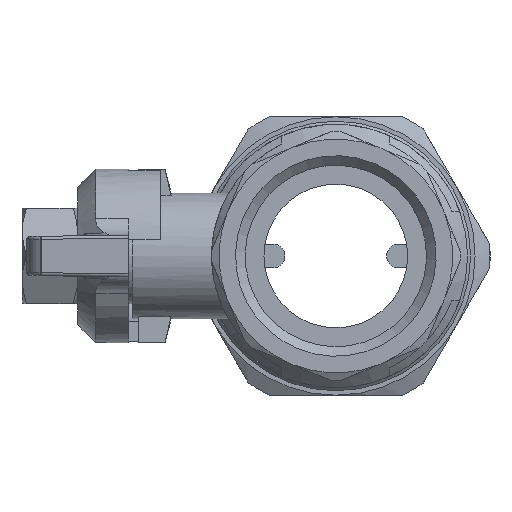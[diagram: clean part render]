
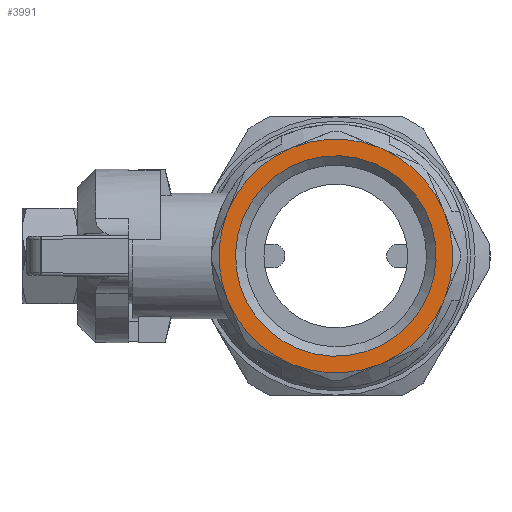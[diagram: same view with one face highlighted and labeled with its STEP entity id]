
A CAD part, left-side view. The second image highlights one B-rep face of the part: STEP entity #3991.
In plain terms, the highlighted face is planar.
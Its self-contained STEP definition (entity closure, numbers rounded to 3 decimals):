
#329=LINE('',#8228,#505);
#334=LINE('',#8405,#510);
#336=LINE('',#8475,#512);
#341=LINE('',#8652,#517);
#346=LINE('',#8788,#522);
#365=LINE('',#9954,#541);
#387=LINE('',#10546,#563);
#388=LINE('',#10550,#564);
#505=VECTOR('',#5121,1000.);
#510=VECTOR('',#5128,1000.);
#512=VECTOR('',#5132,1000.);
#517=VECTOR('',#5139,1000.);
#522=VECTOR('',#5158,1000.);
#541=VECTOR('',#5341,1000.);
#563=VECTOR('',#5453,1000.);
#564=VECTOR('',#5458,1000.);
#694=PLANE('',#4504);
#1477=ORIENTED_EDGE('',*,*,#2149,.T.);
#1478=ORIENTED_EDGE('',*,*,#2296,.F.);
#1479=ORIENTED_EDGE('',*,*,#2246,.T.);
#1480=ORIENTED_EDGE('',*,*,#2297,.F.);
#1481=ORIENTED_EDGE('',*,*,#2298,.T.);
#1482=ORIENTED_EDGE('',*,*,#2299,.F.);
#1483=ORIENTED_EDGE('',*,*,#2126,.T.);
#1484=ORIENTED_EDGE('',*,*,#2300,.F.);
#1485=ORIENTED_EDGE('',*,*,#2136,.T.);
#1486=ORIENTED_EDGE('',*,*,#2293,.F.);
#1487=ORIENTED_EDGE('',*,*,#2301,.T.);
#1488=ORIENTED_EDGE('',*,*,#2302,.F.);
#1489=ORIENTED_EDGE('',*,*,#2121,.T.);
#1490=ORIENTED_EDGE('',*,*,#2295,.F.);
#1491=ORIENTED_EDGE('',*,*,#2111,.T.);
#1492=ORIENTED_EDGE('',*,*,#2303,.F.);
#1493=ORIENTED_EDGE('',*,*,#2304,.F.);
#2111=EDGE_CURVE('',#2626,#2625,#329,.T.);
#2121=EDGE_CURVE('',#2636,#2635,#334,.T.);
#2126=EDGE_CURVE('',#2640,#2639,#336,.T.);
#2136=EDGE_CURVE('',#2650,#2649,#341,.T.);
#2149=EDGE_CURVE('',#2662,#2661,#346,.T.);
#2246=EDGE_CURVE('',#2738,#2737,#365,.T.);
#2293=EDGE_CURVE('',#2764,#2649,#3020,.T.);
#2295=EDGE_CURVE('',#2626,#2635,#3022,.T.);
#2296=EDGE_CURVE('',#2738,#2661,#3023,.T.);
#2297=EDGE_CURVE('',#2765,#2737,#3024,.T.);
#2298=EDGE_CURVE('',#2765,#2766,#387,.T.);
#2299=EDGE_CURVE('',#2640,#2766,#3025,.T.);
#2300=EDGE_CURVE('',#2650,#2639,#3026,.T.);
#2301=EDGE_CURVE('',#2764,#2767,#388,.T.);
#2302=EDGE_CURVE('',#2636,#2767,#3027,.T.);
#2303=EDGE_CURVE('',#2662,#2625,#3028,.T.);
#2304=EDGE_CURVE('',#2768,#2768,#3029,.T.);
#2625=VERTEX_POINT('',#8227);
#2626=VERTEX_POINT('',#8229);
#2635=VERTEX_POINT('',#8404);
#2636=VERTEX_POINT('',#8406);
#2639=VERTEX_POINT('',#8474);
#2640=VERTEX_POINT('',#8476);
#2649=VERTEX_POINT('',#8651);
#2650=VERTEX_POINT('',#8653);
#2661=VERTEX_POINT('',#8787);
#2662=VERTEX_POINT('',#8789);
#2737=VERTEX_POINT('',#9953);
#2738=VERTEX_POINT('',#9955);
#2764=VERTEX_POINT('',#10537);
#2765=VERTEX_POINT('',#10545);
#2766=VERTEX_POINT('',#10547);
#2767=VERTEX_POINT('',#10551);
#2768=VERTEX_POINT('',#10555);
#3020=CIRCLE('',#4500,19.507);
#3022=CIRCLE('',#4503,19.507);
#3023=CIRCLE('',#4505,19.507);
#3024=CIRCLE('',#4506,19.507);
#3025=CIRCLE('',#4507,19.507);
#3026=CIRCLE('',#4508,19.507);
#3027=CIRCLE('',#4509,19.507);
#3028=CIRCLE('',#4510,19.507);
#3029=CIRCLE('',#4511,16.746);
#3333=EDGE_LOOP('',(#1477,#1478,#1479,#1480,#1481,#1482,#1483,#1484,#1485,
#1486,#1487,#1488,#1489,#1490,#1491,#1492));
#3334=EDGE_LOOP('',(#1493));
#3667=FACE_BOUND('',#3333,.T.);
#3668=FACE_BOUND('',#3334,.T.);
#3991=ADVANCED_FACE('',(#3667,#3668),#694,.F.);
#4500=AXIS2_PLACEMENT_3D('',#10538,#5439,#5440);
#4503=AXIS2_PLACEMENT_3D('',#10541,#5445,#5446);
#4504=AXIS2_PLACEMENT_3D('',#10542,#5447,#5448);
#4505=AXIS2_PLACEMENT_3D('',#10543,#5449,#5450);
#4506=AXIS2_PLACEMENT_3D('',#10544,#5451,#5452);
#4507=AXIS2_PLACEMENT_3D('',#10548,#5454,#5455);
#4508=AXIS2_PLACEMENT_3D('',#10549,#5456,#5457);
#4509=AXIS2_PLACEMENT_3D('',#10552,#5459,#5460);
#4510=AXIS2_PLACEMENT_3D('',#10553,#5461,#5462);
#4511=AXIS2_PLACEMENT_3D('',#10554,#5463,#5464);
#5121=DIRECTION('',(-1.,0.,0.));
#5128=DIRECTION('',(-0.707,-0.707,0.));
#5132=DIRECTION('',(1.,0.,0.));
#5139=DIRECTION('',(0.707,-0.707,0.));
#5158=DIRECTION('',(-0.707,0.707,0.));
#5341=DIRECTION('',(0.,1.,0.));
#5439=DIRECTION('',(0.,0.,1.));
#5440=DIRECTION('',(1.,0.,0.));
#5445=DIRECTION('',(0.,0.,1.));
#5446=DIRECTION('',(1.,0.,0.));
#5447=DIRECTION('',(0.,0.,1.));
#5448=DIRECTION('',(1.,0.,0.));
#5449=DIRECTION('',(0.,0.,1.));
#5450=DIRECTION('',(1.,0.,0.));
#5451=DIRECTION('',(0.,0.,1.));
#5452=DIRECTION('',(1.,0.,0.));
#5453=DIRECTION('',(0.707,0.707,0.));
#5454=DIRECTION('',(0.,0.,1.));
#5455=DIRECTION('',(1.,0.,0.));
#5456=DIRECTION('',(0.,0.,1.));
#5457=DIRECTION('',(1.,0.,0.));
#5458=DIRECTION('',(0.,-1.,0.));
#5459=DIRECTION('',(0.,0.,1.));
#5460=DIRECTION('',(1.,0.,0.));
#5461=DIRECTION('',(0.,0.,1.));
#5462=DIRECTION('',(1.,0.,0.));
#5463=DIRECTION('',(0.,0.,-1.));
#5464=DIRECTION('',(-1.,0.,0.));
#8227=CARTESIAN_POINT('',(-0.509,-19.5,0.));
#8228=CARTESIAN_POINT('',(0.,-19.5,0.));
#8229=CARTESIAN_POINT('',(0.509,-19.5,0.));
#8404=CARTESIAN_POINT('',(13.429,-14.149,0.));
#8405=CARTESIAN_POINT('',(27.577,0.,0.));
#8406=CARTESIAN_POINT('',(14.149,-13.429,0.));
#8474=CARTESIAN_POINT('',(0.509,19.5,0.));
#8475=CARTESIAN_POINT('',(0.,19.5,0.));
#8476=CARTESIAN_POINT('',(-0.509,19.5,0.));
#8651=CARTESIAN_POINT('',(14.149,13.429,0.));
#8652=CARTESIAN_POINT('',(0.,27.577,0.));
#8653=CARTESIAN_POINT('',(13.429,14.149,0.));
#8787=CARTESIAN_POINT('',(-14.149,-13.429,0.));
#8788=CARTESIAN_POINT('',(-27.577,0.,0.));
#8789=CARTESIAN_POINT('',(-13.429,-14.149,0.));
#9953=CARTESIAN_POINT('',(-19.5,0.509,0.));
#9954=CARTESIAN_POINT('',(-19.5,0.,0.));
#9955=CARTESIAN_POINT('',(-19.5,-0.509,0.));
#10537=CARTESIAN_POINT('',(19.5,0.509,0.));
#10538=CARTESIAN_POINT('',(0.,0.,0.));
#10541=CARTESIAN_POINT('',(0.,0.,0.));
#10542=CARTESIAN_POINT('',(0.,0.,0.));
#10543=CARTESIAN_POINT('',(0.,0.,0.));
#10544=CARTESIAN_POINT('',(0.,0.,0.));
#10545=CARTESIAN_POINT('',(-14.149,13.429,0.));
#10546=CARTESIAN_POINT('',(-27.577,0.,0.));
#10547=CARTESIAN_POINT('',(-13.429,14.149,0.));
#10548=CARTESIAN_POINT('',(0.,0.,0.));
#10549=CARTESIAN_POINT('',(0.,0.,0.));
#10550=CARTESIAN_POINT('',(19.5,0.,0.));
#10551=CARTESIAN_POINT('',(19.5,-0.509,0.));
#10552=CARTESIAN_POINT('',(0.,0.,0.));
#10553=CARTESIAN_POINT('',(0.,0.,0.));
#10554=CARTESIAN_POINT('',(0.,0.,0.));
#10555=CARTESIAN_POINT('',(-16.746,0.,0.));
